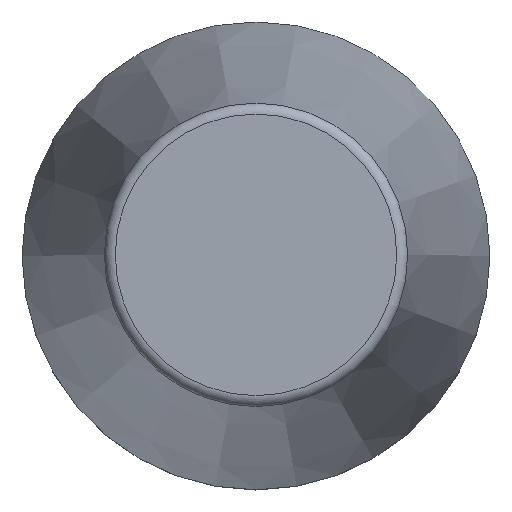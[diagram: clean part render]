
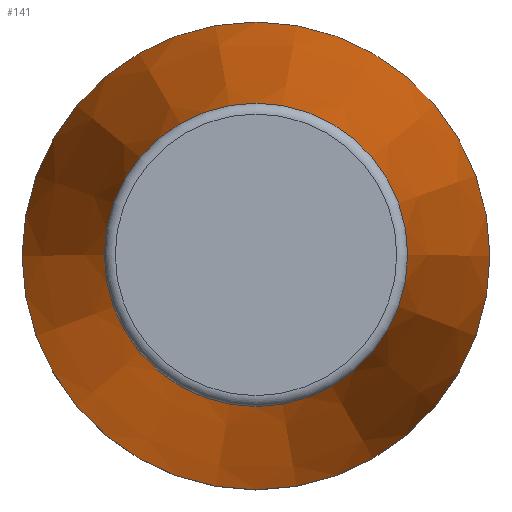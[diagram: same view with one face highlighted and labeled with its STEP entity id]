
A CAD part, top view. The second image highlights one B-rep face of the part: STEP entity #141.
In plain terms, the highlighted conical face has half-angle 8 degrees and reference radius 4.25 mm.
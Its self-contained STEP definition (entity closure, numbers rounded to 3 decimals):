
#120=CONICAL_SURFACE('',#323,4.25,8.);
#141=ADVANCED_FACE('',(#168,#169),#120,.T.);
#168=FACE_BOUND('',#194,.T.);
#169=FACE_BOUND('',#195,.T.);
#194=EDGE_LOOP('',(#220));
#195=EDGE_LOOP('',(#221));
#220=ORIENTED_EDGE('',*,*,#246,.T.);
#221=ORIENTED_EDGE('',*,*,#235,.T.);
#222=VERTEX_POINT('',#391);
#233=VERTEX_POINT('',#424);
#235=EDGE_CURVE('',#222,#222,#248,.T.);
#246=EDGE_CURVE('',#233,#233,#259,.T.);
#248=CIRCLE('',#297,4.25);
#259=CIRCLE('',#319,2.756);
#297=AXIS2_PLACEMENT_3D('',#390,#332,#333);
#319=AXIS2_PLACEMENT_3D('',#423,#376,#377);
#323=AXIS2_PLACEMENT_3D('',#429,#384,#385);
#332=DIRECTION('',(0.,0.,1.));
#333=DIRECTION('',(1.,0.,0.));
#376=DIRECTION('',(0.,0.,-1.));
#377=DIRECTION('',(1.,0.,0.));
#384=DIRECTION('',(0.,0.,-1.));
#385=DIRECTION('',(1.,0.,0.));
#390=CARTESIAN_POINT('',(0.,0.,-1.74));
#391=CARTESIAN_POINT('',(4.25,0.,-1.74));
#423=CARTESIAN_POINT('',(0.,0.,8.888));
#424=CARTESIAN_POINT('',(2.756,0.,8.888));
#429=CARTESIAN_POINT('',(0.,0.,-1.74));
